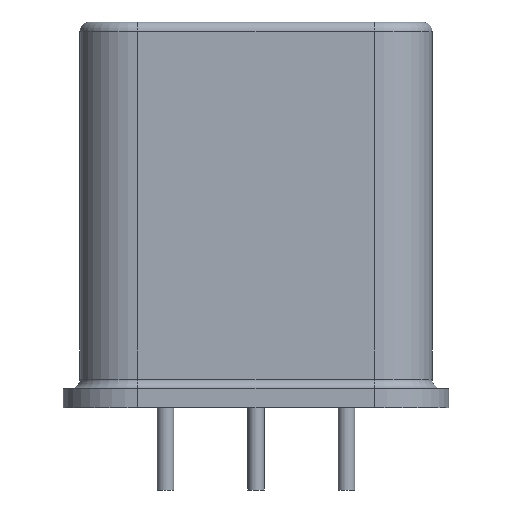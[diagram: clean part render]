
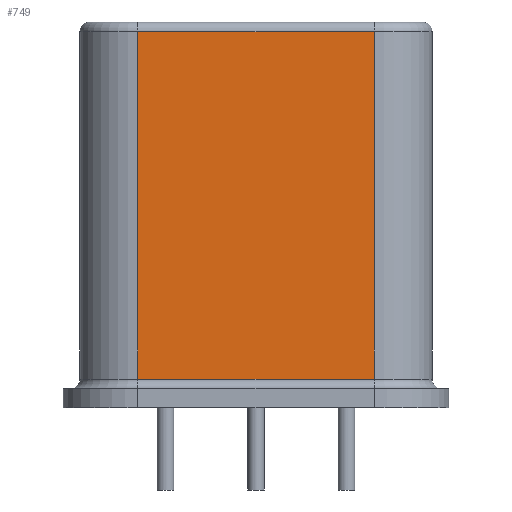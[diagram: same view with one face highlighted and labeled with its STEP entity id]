
A CAD part, front view. The second image highlights one B-rep face of the part: STEP entity #749.
In plain terms, the highlighted planar face has unit normal (0, -1, 0).
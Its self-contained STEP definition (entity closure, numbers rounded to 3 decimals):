
#57=PLANE('',#869);
#104=FACE_OUTER_BOUND('',#160,.T.);
#160=EDGE_LOOP('',(#626,#627,#628,#629));
#192=LINE('',#1269,#239);
#204=LINE('',#1326,#251);
#207=LINE('',#1333,#254);
#208=LINE('',#1335,#255);
#239=VECTOR('',#1022,10.);
#251=VECTOR('',#1092,10.);
#254=VECTOR('',#1103,10.);
#255=VECTOR('',#1106,10.);
#356=VERTEX_POINT('',#1259);
#358=VERTEX_POINT('',#1265);
#373=VERTEX_POINT('',#1318);
#375=VERTEX_POINT('',#1324);
#434=EDGE_CURVE('',#356,#358,#192,.T.);
#462=EDGE_CURVE('',#375,#373,#204,.T.);
#467=EDGE_CURVE('',#373,#356,#207,.T.);
#468=EDGE_CURVE('',#375,#358,#208,.T.);
#626=ORIENTED_EDGE('',*,*,#434,.F.);
#627=ORIENTED_EDGE('',*,*,#467,.F.);
#628=ORIENTED_EDGE('',*,*,#462,.F.);
#629=ORIENTED_EDGE('',*,*,#468,.T.);
#749=ADVANCED_FACE('',(#104),#57,.T.);
#869=AXIS2_PLACEMENT_3D('',#1334,#1104,#1105);
#1022=DIRECTION('',(1.,0.,0.));
#1092=DIRECTION('',(-1.,0.,0.));
#1103=DIRECTION('',(0.,0.,1.));
#1104=DIRECTION('center_axis',(0.,-1.,0.));
#1105=DIRECTION('ref_axis',(1.,0.,0.));
#1106=DIRECTION('',(0.,0.,1.));
#1259=CARTESIAN_POINT('',(-2.45,-1.25,7.8));
#1265=CARTESIAN_POINT('',(2.45,-1.25,7.8));
#1269=CARTESIAN_POINT('',(-1.225,-1.25,7.8));
#1318=CARTESIAN_POINT('',(-2.45,-1.25,0.6));
#1324=CARTESIAN_POINT('',(2.45,-1.25,0.6));
#1326=CARTESIAN_POINT('',(-1.225,-1.25,0.6));
#1333=CARTESIAN_POINT('',(-2.45,-1.25,0.));
#1334=CARTESIAN_POINT('Origin',(-2.45,-1.25,0.));
#1335=CARTESIAN_POINT('',(2.45,-1.25,0.));
